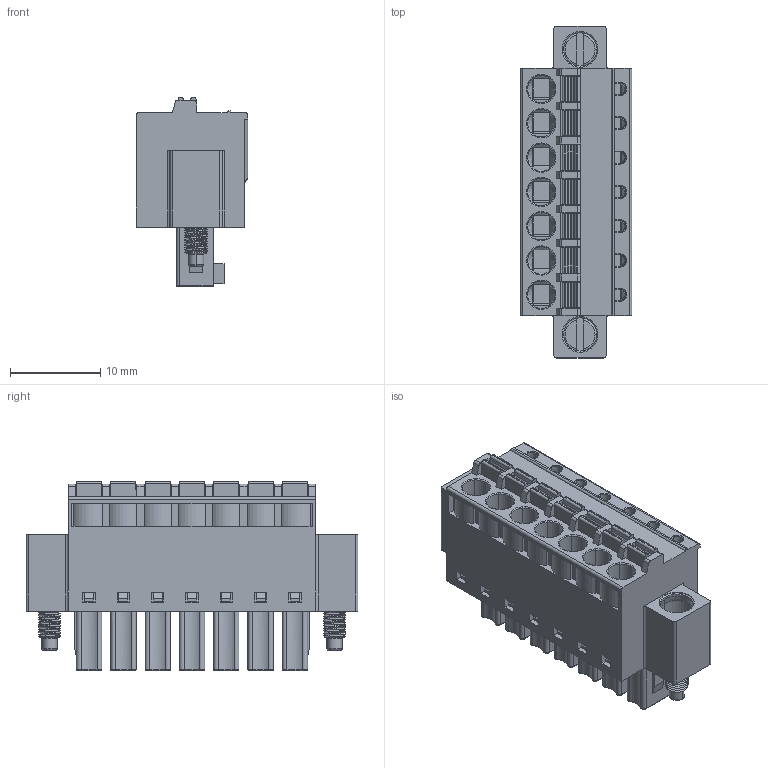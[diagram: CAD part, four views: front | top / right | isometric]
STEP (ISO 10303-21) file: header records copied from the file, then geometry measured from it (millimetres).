
FILE_DESCRIPTION((''),'2;1');
FILE_NAME('WJ15EDMGKDM-381-07P-00A','2017-03-16T',('QZY'),(''),'CREO PARAMETRIC BY PTC INC, 2014440','CREO PARAMETRIC BY PTC INC, 2014440','');
FILE_SCHEMA(('CONFIG_CONTROL_DESIGN'));
Products named in the file (1): WJ15EDMGKDM-381-07P-00A
Bounding box: 12.4 x 36.86 x 21 mm (x, y, z)
Volume: 3141.3 mm3; surface area: 7483.6 mm2
Topology: 1 solids, 1 shells, 1578 faces, 4488 edges, 2867 vertices
Faces by surface type: plane 1079, cylinder 332, torus 68, bspline 48, cone 37, sphere 14
Entity records: 57153 total; most frequent: CARTESIAN_POINT 16097, ORIENTED_EDGE 8948, DIRECTION 8008, EDGE_CURVE 4474, VECTOR 3492, LINE 3492, VERTEX_POINT 2867, AXIS2_PLACEMENT_3D 2258
